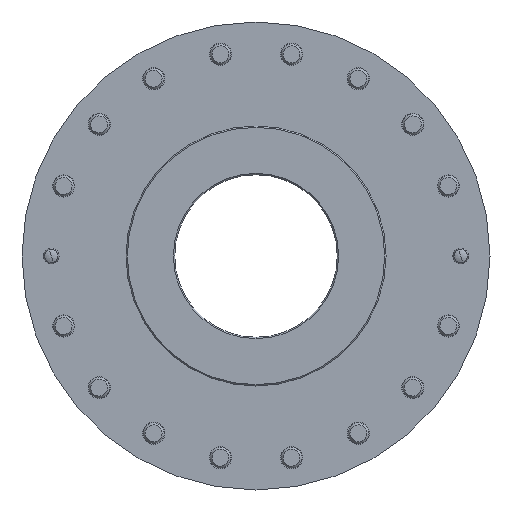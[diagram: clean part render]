
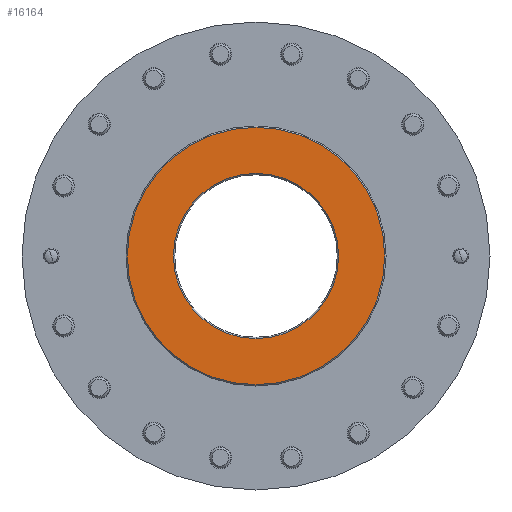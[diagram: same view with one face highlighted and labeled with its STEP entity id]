
A CAD part, left-side view. The second image highlights one B-rep face of the part: STEP entity #16164.
In plain terms, the highlighted planar face has unit normal (-1, 0, 0).
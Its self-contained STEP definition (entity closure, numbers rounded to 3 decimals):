
#258 = FACE_BOUND ( 'NONE', #17819, .T. ) ;
#430 = VERTEX_POINT ( 'NONE', #1558 ) ;
#449 = ORIENTED_EDGE ( 'NONE', *, *, #6646, .T. ) ;
#807 = DIRECTION ( 'NONE',  ( 0., 0., -1. ) ) ;
#933 = ORIENTED_EDGE ( 'NONE', *, *, #16205, .T. ) ;
#1413 = CIRCLE ( 'NONE', #4374, 99. ) ;
#1558 = CARTESIAN_POINT ( 'NONE',  ( -8., 0., 99. ) ) ;
#1727 = ORIENTED_EDGE ( 'NONE', *, *, #7128, .T. ) ;
#1901 = EDGE_CURVE ( 'NONE', #430, #17631, #1413, .T. ) ;
#3346 = CARTESIAN_POINT ( 'NONE',  ( -8., 0., 0. ) ) ;
#3724 = DIRECTION ( 'NONE',  ( 0., 0., -1. ) ) ;
#4374 = AXIS2_PLACEMENT_3D ( 'NONE', #14644, #8815, #807 ) ;
#4458 = DIRECTION ( 'NONE',  ( 0., 0., -1. ) ) ;
#5300 = CARTESIAN_POINT ( 'NONE',  ( -8., 0., 0. ) ) ;
#5892 = VERTEX_POINT ( 'NONE', #14348 ) ;
#6145 = ORIENTED_EDGE ( 'NONE', *, *, #1901, .T. ) ;
#6646 = EDGE_CURVE ( 'NONE', #13058, #5892, #12308, .T. ) ;
#7128 = EDGE_CURVE ( 'NONE', #5892, #13058, #14903, .T. ) ;
#7345 = CARTESIAN_POINT ( 'NONE',  ( -8., 0., -63.5 ) ) ;
#8438 = AXIS2_PLACEMENT_3D ( 'NONE', #15843, #16924, #4458 ) ;
#8697 = FACE_OUTER_BOUND ( 'NONE', #17983, .T. ) ;
#8815 = DIRECTION ( 'NONE',  ( -1., 0., 0. ) ) ;
#8895 = DIRECTION ( 'NONE',  ( -1., 0., 0. ) ) ;
#9688 = AXIS2_PLACEMENT_3D ( 'NONE', #5300, #10843, #3724 ) ;
#10149 = CIRCLE ( 'NONE', #15118, 99. ) ;
#10620 = DIRECTION ( 'NONE',  ( 1., 0., 0. ) ) ;
#10698 = DIRECTION ( 'NONE',  ( 0., 0., -1. ) ) ;
#10843 = DIRECTION ( 'NONE',  ( 1., 0., 0. ) ) ;
#11339 = PLANE ( 'NONE',  #8438 ) ;
#12004 = AXIS2_PLACEMENT_3D ( 'NONE', #17648, #10620, #10698 ) ;
#12308 = CIRCLE ( 'NONE', #9688, 63.5 ) ;
#13058 = VERTEX_POINT ( 'NONE', #7345 ) ;
#13680 = CARTESIAN_POINT ( 'NONE',  ( -8., 0., -99. ) ) ;
#14348 = CARTESIAN_POINT ( 'NONE',  ( -8., 0., 63.5 ) ) ;
#14442 = DIRECTION ( 'NONE',  ( 0., 0., -1. ) ) ;
#14644 = CARTESIAN_POINT ( 'NONE',  ( -8., 0., 0. ) ) ;
#14903 = CIRCLE ( 'NONE', #12004, 63.5 ) ;
#15118 = AXIS2_PLACEMENT_3D ( 'NONE', #3346, #8895, #14442 ) ;
#15843 = CARTESIAN_POINT ( 'NONE',  ( -8., 100., 0. ) ) ;
#16164 = ADVANCED_FACE ( 'NONE', ( #258, #8697 ), #11339, .F. ) ;
#16205 = EDGE_CURVE ( 'NONE', #17631, #430, #10149, .T. ) ;
#16924 = DIRECTION ( 'NONE',  ( 1., 0., 0. ) ) ;
#17631 = VERTEX_POINT ( 'NONE', #13680 ) ;
#17648 = CARTESIAN_POINT ( 'NONE',  ( -8., 0., 0. ) ) ;
#17819 = EDGE_LOOP ( 'NONE', ( #1727, #449 ) ) ;
#17983 = EDGE_LOOP ( 'NONE', ( #933, #6145 ) ) ;
